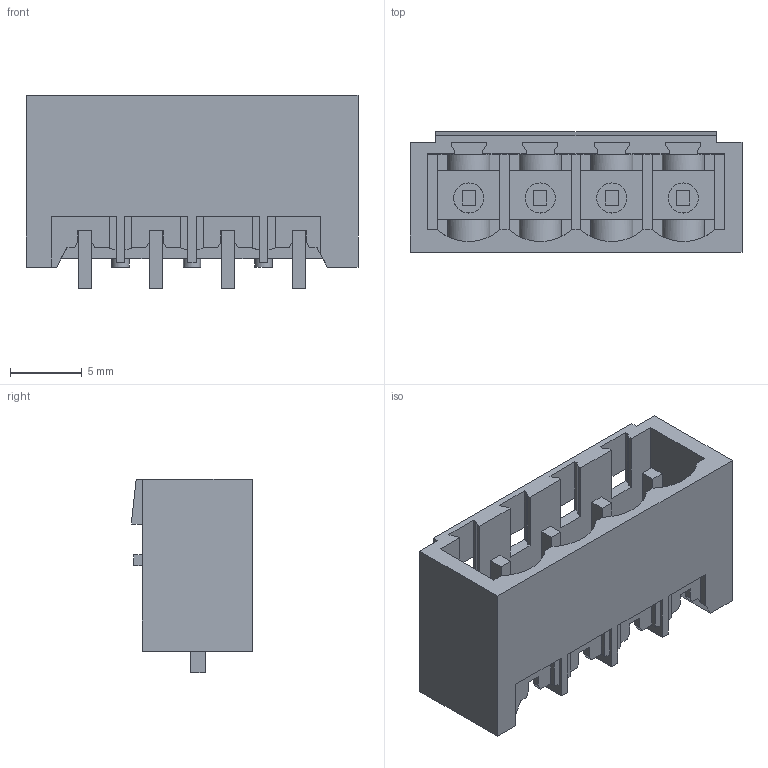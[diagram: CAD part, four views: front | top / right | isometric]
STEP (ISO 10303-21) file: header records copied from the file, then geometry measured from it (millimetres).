
FILE_DESCRIPTION(('CATIA V5 STEP Exchange','CAx-IF Rec.Pracs.--- Model Styling and Organization---1.2---2011-12-15'),'2;1');
FILE_NAME ('D1456399_0_1797890000_1797890000.stp','2018-04-11T10:38:31+00:00',('none'),('Weidmueller'),'CATIA Version 5-6 Release 2014','CATIA V5 STEP AP214','none');
FILE_SCHEMA(('AUTOMOTIVE_DESIGN { 1 0 10303 214 1 1 1 1 }'));
Length unit declared in the file: millimetre
Products named in the file (1): 1797890000 
Bounding box: 23.2 x 8.43 x 13.5 mm (x, y, z)
Volume: 935.4 mm3; surface area: 2076.8 mm2
Topology: 5 solids, 5 shells, 285 faces, 849 edges, 568 vertices
Faces by surface type: plane 247, cylinder 34, extrusion 4
Entity records: 9183 total; most frequent: CARTESIAN_POINT 1844, ORIENTED_EDGE 1698, DIRECTION 1222, EDGE_CURVE 849, VECTOR 728, LINE 724, VERTEX_POINT 568, EDGE_LOOP 295
